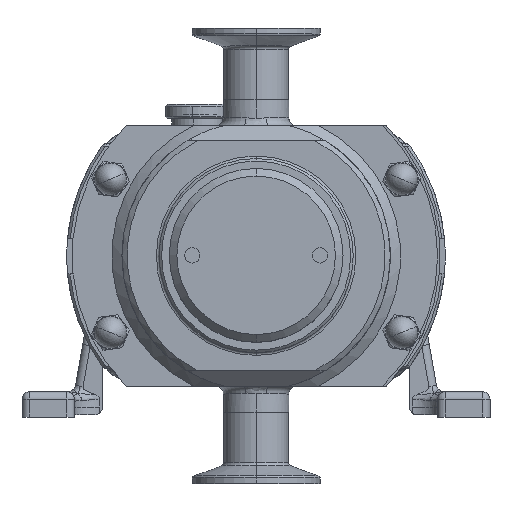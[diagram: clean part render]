
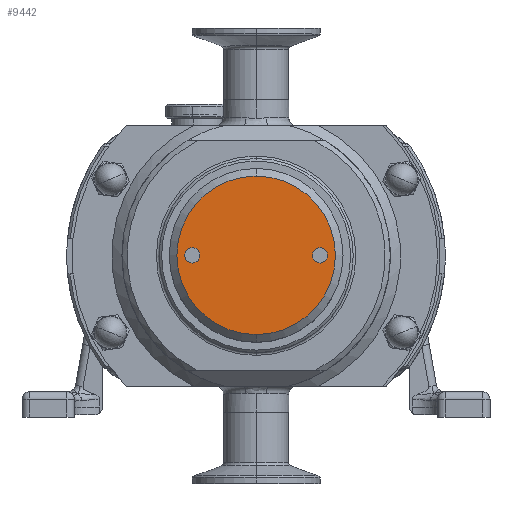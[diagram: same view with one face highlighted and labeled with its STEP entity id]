
A CAD part, top view. The second image highlights one B-rep face of the part: STEP entity #9442.
In plain terms, the highlighted planar face has unit normal (0, 0, 1).
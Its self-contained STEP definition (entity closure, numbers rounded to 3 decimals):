
#1109 = CIRCLE ( 'NONE', #26087, 31. ) ;
#1168 = CARTESIAN_POINT ( 'NONE',  ( 0., -25., 129. ) ) ;
#2399 = EDGE_CURVE ( 'NONE', #25714, #3306, #8686, .T. ) ;
#2439 = ORIENTED_EDGE ( 'NONE', *, *, #13357, .F. ) ;
#2941 = DIRECTION ( 'NONE',  ( 0., 0., 1. ) ) ;
#3238 = DIRECTION ( 'NONE',  ( 1., 0., 0. ) ) ;
#3306 = VERTEX_POINT ( 'NONE', #25067 ) ;
#3916 = DIRECTION ( 'NONE',  ( 1., 0., 0. ) ) ;
#4368 = CARTESIAN_POINT ( 'NONE',  ( 0., 0., 129. ) ) ;
#5767 = DIRECTION ( 'NONE',  ( 0., 0., 1. ) ) ;
#5801 = CIRCLE ( 'NONE', #9587, 31. ) ;
#5995 = CARTESIAN_POINT ( 'NONE',  ( 0., 25., 129. ) ) ;
#6434 = DIRECTION ( 'NONE',  ( 0., 0., 1. ) ) ;
#6519 = EDGE_CURVE ( 'NONE', #3306, #25714, #20598, .T. ) ;
#6571 = ORIENTED_EDGE ( 'NONE', *, *, #6519, .F. ) ;
#6584 = FACE_BOUND ( 'NONE', #26539, .T. ) ;
#6778 = CARTESIAN_POINT ( 'NONE',  ( -3., 25., 129. ) ) ;
#8321 = AXIS2_PLACEMENT_3D ( 'NONE', #16996, #5767, #17139 ) ;
#8686 = CIRCLE ( 'NONE', #22856, 3. ) ;
#9301 = CARTESIAN_POINT ( 'NONE',  ( 3., -25., 129. ) ) ;
#9442 = ADVANCED_FACE ( 'NONE', ( #6584, #15898, #15603 ), #24599, .T. ) ;
#9587 = AXIS2_PLACEMENT_3D ( 'NONE', #14645, #23642, #12422 ) ;
#10200 = VERTEX_POINT ( 'NONE', #9301 ) ;
#10917 = ORIENTED_EDGE ( 'NONE', *, *, #2399, .F. ) ;
#12253 = VERTEX_POINT ( 'NONE', #16051 ) ;
#12422 = DIRECTION ( 'NONE',  ( 1., 0., 0. ) ) ;
#12710 = CARTESIAN_POINT ( 'NONE',  ( 0., -25., 129. ) ) ;
#12885 = AXIS2_PLACEMENT_3D ( 'NONE', #12710, #24372, #19360 ) ;
#13357 = EDGE_CURVE ( 'NONE', #10200, #25480, #14294, .T. ) ;
#13380 = DIRECTION ( 'NONE',  ( 0., 0., 1. ) ) ;
#13731 = DIRECTION ( 'NONE',  ( 0., 0., 1. ) ) ;
#14294 = CIRCLE ( 'NONE', #18049, 3. ) ;
#14522 = CARTESIAN_POINT ( 'NONE',  ( -3., -25., 129. ) ) ;
#14645 = CARTESIAN_POINT ( 'NONE',  ( 0., 0., 129. ) ) ;
#15603 = FACE_OUTER_BOUND ( 'NONE', #25341, .T. ) ;
#15746 = DIRECTION ( 'NONE',  ( 1., 0., 0. ) ) ;
#15898 = FACE_BOUND ( 'NONE', #26834, .T. ) ;
#16051 = CARTESIAN_POINT ( 'NONE',  ( -31., 0., 129. ) ) ;
#16097 = DIRECTION ( 'NONE',  ( 1., 0., 0. ) ) ;
#16996 = CARTESIAN_POINT ( 'NONE',  ( 0., 25., 129. ) ) ;
#17139 = DIRECTION ( 'NONE',  ( 1., 0., 0. ) ) ;
#18049 = AXIS2_PLACEMENT_3D ( 'NONE', #1168, #2941, #3238 ) ;
#18286 = EDGE_CURVE ( 'NONE', #12253, #27227, #5801, .T. ) ;
#18410 = EDGE_CURVE ( 'NONE', #25480, #10200, #25626, .T. ) ;
#18490 = EDGE_CURVE ( 'NONE', #27227, #12253, #1109, .T. ) ;
#19360 = DIRECTION ( 'NONE',  ( 1., 0., 0. ) ) ;
#20567 = CARTESIAN_POINT ( 'NONE',  ( 31., 0., 129. ) ) ;
#20598 = CIRCLE ( 'NONE', #8321, 3. ) ;
#20746 = ORIENTED_EDGE ( 'NONE', *, *, #18490, .T. ) ;
#20852 = AXIS2_PLACEMENT_3D ( 'NONE', #4368, #13380, #15746 ) ;
#21421 = ORIENTED_EDGE ( 'NONE', *, *, #18410, .F. ) ;
#22581 = CARTESIAN_POINT ( 'NONE',  ( 0., 0., 129. ) ) ;
#22856 = AXIS2_PLACEMENT_3D ( 'NONE', #5995, #6434, #3916 ) ;
#23642 = DIRECTION ( 'NONE',  ( 0., 0., 1. ) ) ;
#24372 = DIRECTION ( 'NONE',  ( 0., 0., 1. ) ) ;
#24599 = PLANE ( 'NONE',  #20852 ) ;
#25067 = CARTESIAN_POINT ( 'NONE',  ( 3., 25., 129. ) ) ;
#25341 = EDGE_LOOP ( 'NONE', ( #27636, #20746 ) ) ;
#25480 = VERTEX_POINT ( 'NONE', #14522 ) ;
#25626 = CIRCLE ( 'NONE', #12885, 3. ) ;
#25714 = VERTEX_POINT ( 'NONE', #6778 ) ;
#26087 = AXIS2_PLACEMENT_3D ( 'NONE', #22581, #13731, #16097 ) ;
#26539 = EDGE_LOOP ( 'NONE', ( #2439, #21421 ) ) ;
#26834 = EDGE_LOOP ( 'NONE', ( #6571, #10917 ) ) ;
#27227 = VERTEX_POINT ( 'NONE', #20567 ) ;
#27636 = ORIENTED_EDGE ( 'NONE', *, *, #18286, .T. ) ;
